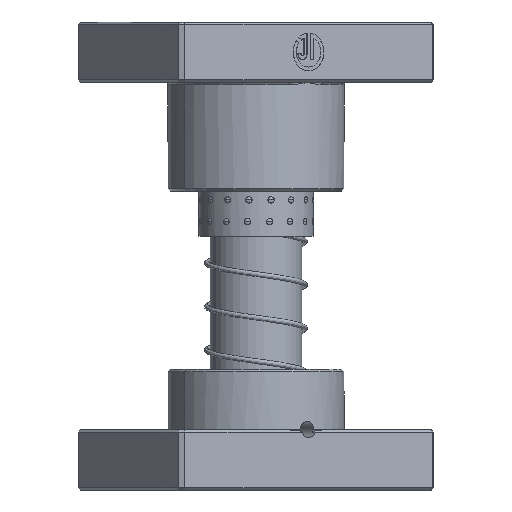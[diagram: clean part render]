
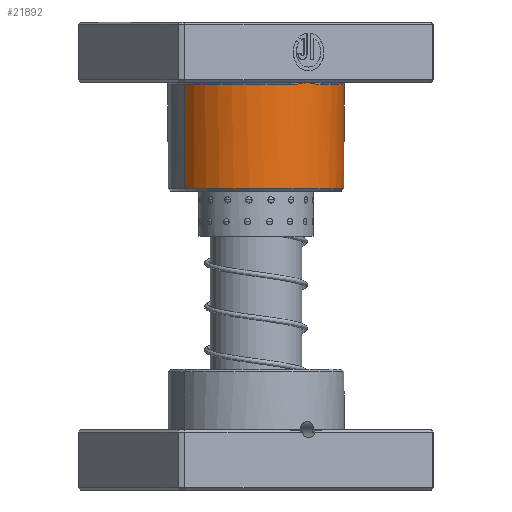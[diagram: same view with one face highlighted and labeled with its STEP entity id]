
A CAD part, front view. The second image highlights one B-rep face of the part: STEP entity #21892.
In plain terms, the highlighted cylindrical face has radius 36.5 mm (diameter 73 mm), a partial arc.
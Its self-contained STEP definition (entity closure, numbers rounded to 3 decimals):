
#144 = DIRECTION ( 'NONE',  ( 0., 0., -1. ) ) ;
#777 = ORIENTED_EDGE ( 'NONE', *, *, #1369, .T. ) ;
#1369 = EDGE_CURVE ( 'NONE', #28218, #36043, #22467, .T. ) ;
#2310 = CARTESIAN_POINT ( 'NONE',  ( -3.495, 36.339, 25.565 ) ) ;
#2528 = DIRECTION ( 'NONE',  ( 0., 0., 1. ) ) ;
#2967 = CARTESIAN_POINT ( 'NONE',  ( 6.984, 35.833, 25.96 ) ) ;
#3686 = ORIENTED_EDGE ( 'NONE', *, *, #21328, .T. ) ;
#3870 = EDGE_CURVE ( 'NONE', #36165, #14382, #30261, .T. ) ;
#4226 = DIRECTION ( 'NONE',  ( 0., 0., -1. ) ) ;
#4267 = CARTESIAN_POINT ( 'NONE',  ( -8.373, 35.527, 26. ) ) ;
#4750 = AXIS2_PLACEMENT_3D ( 'NONE', #20487, #4226, #20204 ) ;
#5555 = CARTESIAN_POINT ( 'NONE',  ( -5.587, 36.077, 25.837 ) ) ;
#6127 = FACE_OUTER_BOUND ( 'NONE', #31041, .T. ) ;
#6222 = CARTESIAN_POINT ( 'NONE',  ( 4.89, 36.178, 25.754 ) ) ;
#6914 = AXIS2_PLACEMENT_3D ( 'NONE', #21758, #2528, #24991 ) ;
#7151 = EDGE_CURVE ( 'NONE', #14382, #8982, #11557, .T. ) ;
#8251 = VERTEX_POINT ( 'NONE', #40087 ) ;
#8391 = B_SPLINE_CURVE_WITH_KNOTS ( 'NONE', 3,
 ( #28529, #35019, #2967, #25425, #6222, #28664, #9432, #31906 ),
 .UNSPECIFIED., .F., .F.,
 ( 4, 2, 2, 4 ),
 ( 0., 0.002, 0.004, 0.009 ),
 .UNSPECIFIED. ) ;
#8780 = CARTESIAN_POINT ( 'NONE',  ( -7.68, 35.69, 26. ) ) ;
#8874 = CARTESIAN_POINT ( 'NONE',  ( 0., 0., 69. ) ) ;
#8982 = VERTEX_POINT ( 'NONE', #10972 ) ;
#9185 = ORIENTED_EDGE ( 'NONE', *, *, #25716, .F. ) ;
#9432 = CARTESIAN_POINT ( 'NONE',  ( 1.403, 36.5, 25.235 ) ) ;
#10312 = DIRECTION ( 'NONE',  ( 0., 0., 1. ) ) ;
#10972 = CARTESIAN_POINT ( 'NONE',  ( -36.5, 0., 26. ) ) ;
#11557 = CIRCLE ( 'NONE', #6914, 36.5 ) ;
#11849 = CARTESIAN_POINT ( 'NONE',  ( -0.701, 36.495, 25.118 ) ) ;
#11920 = ORIENTED_EDGE ( 'NONE', *, *, #3870, .T. ) ;
#12097 = DIRECTION ( 'NONE',  ( 1., 0., 0. ) ) ;
#13136 = CARTESIAN_POINT ( 'NONE',  ( 0., 36.5, 25. ) ) ;
#13590 = CYLINDRICAL_SURFACE ( 'NONE', #4750, 36.5 ) ;
#13728 = ORIENTED_EDGE ( 'NONE', *, *, #17498, .T. ) ;
#14382 = VERTEX_POINT ( 'NONE', #4267 ) ;
#15038 = CIRCLE ( 'NONE', #28678, 36.5 ) ;
#15093 = CARTESIAN_POINT ( 'NONE',  ( 0., 36.5, 25. ) ) ;
#15754 = LINE ( 'NONE', #38819, #40424 ) ;
#17498 = EDGE_CURVE ( 'NONE', #39116, #36165, #8391, .T. ) ;
#18294 = CARTESIAN_POINT ( 'NONE',  ( -1.4, 36.475, 25.234 ) ) ;
#18432 = CARTESIAN_POINT ( 'NONE',  ( 36.5, 0., 69. ) ) ;
#19439 = CIRCLE ( 'NONE', #25928, 36.5 ) ;
#20204 = DIRECTION ( 'NONE',  ( -1., 0., 0. ) ) ;
#20487 = CARTESIAN_POINT ( 'NONE',  ( 0., 0., 70. ) ) ;
#21328 = EDGE_CURVE ( 'NONE', #36043, #39116, #15038, .T. ) ;
#21545 = CARTESIAN_POINT ( 'NONE',  ( -2.798, 36.399, 25.459 ) ) ;
#21758 = CARTESIAN_POINT ( 'NONE',  ( 0., 0., 26. ) ) ;
#21892 = ADVANCED_FACE ( 'NONE', ( #6127 ), #13590, .T. ) ;
#22467 = LINE ( 'NONE', #33874, #30025 ) ;
#23994 = DIRECTION ( 'NONE',  ( 0., 0., -1. ) ) ;
#24487 = CARTESIAN_POINT ( 'NONE',  ( -0.349, 36.5, 25.059 ) ) ;
#24777 = CARTESIAN_POINT ( 'NONE',  ( -4.89, 36.178, 25.754 ) ) ;
#24991 = DIRECTION ( 'NONE',  ( 1., 0., 0. ) ) ;
#25425 = CARTESIAN_POINT ( 'NONE',  ( 5.587, 36.077, 25.837 ) ) ;
#25716 = EDGE_CURVE ( 'NONE', #8251, #8982, #15754, .T. ) ;
#25928 = AXIS2_PLACEMENT_3D ( 'NONE', #8874, #31360, #12097 ) ;
#26046 = ORIENTED_EDGE ( 'NONE', *, *, #7151, .T. ) ;
#28013 = CARTESIAN_POINT ( 'NONE',  ( -6.984, 35.833, 25.96 ) ) ;
#28097 = ORIENTED_EDGE ( 'NONE', *, *, #30386, .T. ) ;
#28218 = VERTEX_POINT ( 'NONE', #18432 ) ;
#28529 = CARTESIAN_POINT ( 'NONE',  ( 8.373, 35.527, 26. ) ) ;
#28664 = CARTESIAN_POINT ( 'NONE',  ( 2.798, 36.42, 25.47 ) ) ;
#28678 = AXIS2_PLACEMENT_3D ( 'NONE', #29552, #10312, #32793 ) ;
#29552 = CARTESIAN_POINT ( 'NONE',  ( 0., 0., 26. ) ) ;
#30025 = VECTOR ( 'NONE', #23994, 1000. ) ;
#30261 = B_SPLINE_CURVE_WITH_KNOTS ( 'NONE', 3,
 ( #15093, #24487, #11849, #18294, #40843, #21545, #2310, #24777, #5555, #28013, #8780, #31254 ),
 .UNSPECIFIED., .F., .F.,
 ( 4, 2, 2, 2, 2, 4 ),
 ( 0., 0.001, 0.002, 0.004, 0.006, 0.008 ),
 .UNSPECIFIED. ) ;
#30386 = EDGE_CURVE ( 'NONE', #8251, #28218, #19439, .T. ) ;
#31041 = EDGE_LOOP ( 'NONE', ( #28097, #777, #3686, #13728, #11920, #26046, #9185 ) ) ;
#31254 = CARTESIAN_POINT ( 'NONE',  ( -8.373, 35.527, 26. ) ) ;
#31360 = DIRECTION ( 'NONE',  ( 0., 0., -1. ) ) ;
#31906 = CARTESIAN_POINT ( 'NONE',  ( 0., 36.5, 25. ) ) ;
#32793 = DIRECTION ( 'NONE',  ( 1., 0., 0. ) ) ;
#33874 = CARTESIAN_POINT ( 'NONE',  ( 36.5, 0., 70. ) ) ;
#34377 = CARTESIAN_POINT ( 'NONE',  ( 8.373, 35.527, 26. ) ) ;
#35019 = CARTESIAN_POINT ( 'NONE',  ( 7.68, 35.69, 26. ) ) ;
#36043 = VERTEX_POINT ( 'NONE', #41346 ) ;
#36165 = VERTEX_POINT ( 'NONE', #13136 ) ;
#38819 = CARTESIAN_POINT ( 'NONE',  ( -36.5, 0., 70. ) ) ;
#39116 = VERTEX_POINT ( 'NONE', #34377 ) ;
#40087 = CARTESIAN_POINT ( 'NONE',  ( -36.5, 0., 69. ) ) ;
#40424 = VECTOR ( 'NONE', #144, 1000. ) ;
#40843 = CARTESIAN_POINT ( 'NONE',  ( -1.75, 36.46, 25.291 ) ) ;
#41346 = CARTESIAN_POINT ( 'NONE',  ( 36.5, 0., 26. ) ) ;
